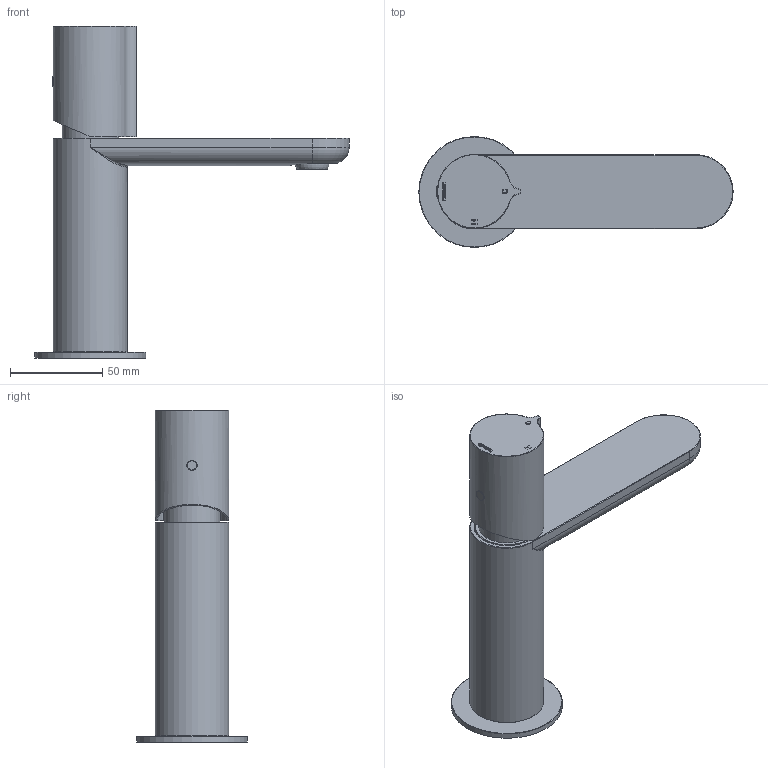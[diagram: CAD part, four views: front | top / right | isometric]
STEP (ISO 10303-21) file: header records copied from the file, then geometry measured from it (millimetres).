
FILE_DESCRIPTION(/* description */ ('Unknown'),/* implementation_level */ '2;1');
FILE_NAME(/* name */ 'GT003-00',/* time_stamp */ '2026-01-07T11:08:49+01:00',/* author */ ('Unknown'),/* organization */ ('Unknown'),/* preprocessor_version */ 'ST-DEVELOPER v20',/* originating_system */ 'Solid Edge',/* authorisation */ 'Unknown');
FILE_SCHEMA (('AUTOMOTIVE_DESIGN {1 0 10303 214 3 1 1}'));
Products named in the file (12): GT003-00; GT003-03; GT003-01; GT003-02; GT003-001_oa_0; GT003-04; GT003-08; GT003-002_oa_1; gt003-002-1; gt003-002-2; gt003-002-3; gt003-002-4
Assembly tree (11 placements, depth 3):
  GT003-00
    GT003-03
    GT003-01
    GT003-02
    GT003-001_oa_0
      GT003-04
      GT003-08
    GT003-002_oa_1
      gt003-002-1
      gt003-002-2
      gt003-002-3
      gt003-002-4
Bounding box: 170 x 60 x 179.6 mm (x, y, z)
Volume: 137155.4 mm3; surface area: 77332.9 mm2
Topology: 9 solids, 10 shells, 1128 faces, 3268 edges, 2154 vertices
Faces by surface type: plane 920, cylinder 101, cone 58, bspline 29, torus 17, sphere 3
Full cylindrical faces by diameter (mm): 3.2 x2, 3.242 x2, 5 x2, 5.5 x1, 6 x2, 6.647 x2, 7 x1, 7.5 x1, 8.917 x2, 10 x1, 11 x2, 15 x1, 15.8 x1, 16 x2, 16.7 x1, 18 x2, 18.4 x1, 19 x1, 20 x1, 21.8 x1, 22 x1, 22.7 x1, 22.917 x1, 24.3 x1, 25 x1, 25.2 x1, 26 x1, 28 x1, 28.917 x1, 30 x1
Entity records: 49895 total; most frequent: CARTESIAN_POINT 18570, ORIENTED_EDGE 6180, DIRECTION 5558, EDGE_CURVE 3090, LINE 2620, VECTOR 2620, VERTEX_POINT 2100, FACE_BOUND 1532
